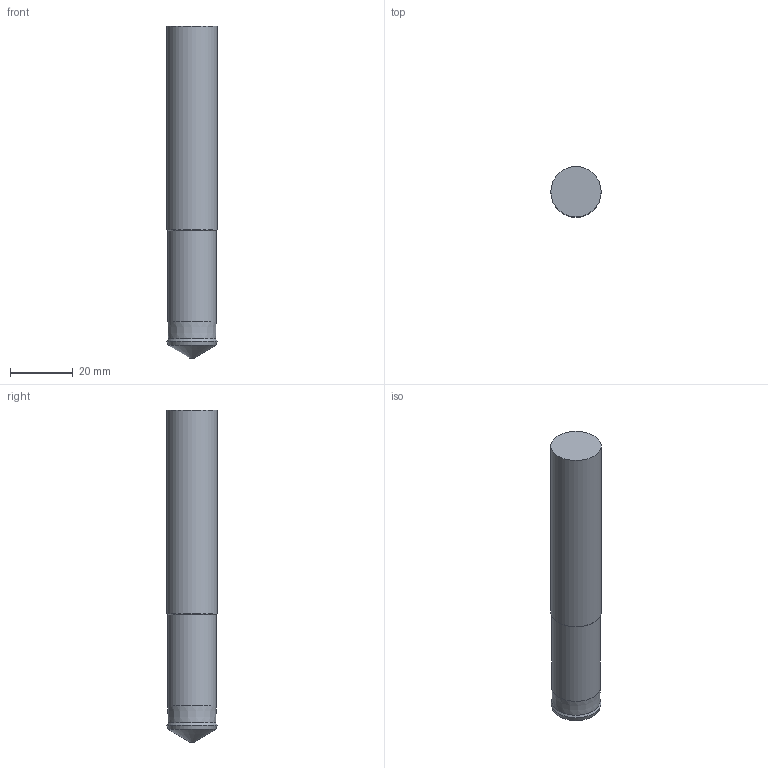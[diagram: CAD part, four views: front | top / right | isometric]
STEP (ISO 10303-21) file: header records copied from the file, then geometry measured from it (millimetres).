
FILE_DESCRIPTION((''),'1');
FILE_NAME('ST16-C0214-30-40.stp','2012-11-15T04:48:30',(''),(''),'Spatial Interop R18','Kubotek KeyCreator V8.5.1 (14335)',' ');
FILE_SCHEMA(('CONFIG_CONTROL_DESIGN'));
Length unit declared in the file: millimetre
Products named in the file (1): 1
Bounding box: 16 x 16 x 105.52 mm (x, y, z)
Volume: 20122.5 mm3; surface area: 5456.4 mm2
Topology: 1 solids, 1 shells, 9 faces, 17 edges, 9 vertices
Faces by surface type: cone 6, cylinder 2, plane 1
Full cylindrical faces by diameter (mm): 15.4 x1, 16 x1
Entity records: 222 total; most frequent: DIRECTION 36, CARTESIAN_POINT 27, AXIS2_PLACEMENT_3D 18, FACE_BOUND 16, EDGE_LOOP 16, ORIENTED_EDGE 16, ADVANCED_FACE 9, VERTEX_POINT 9
